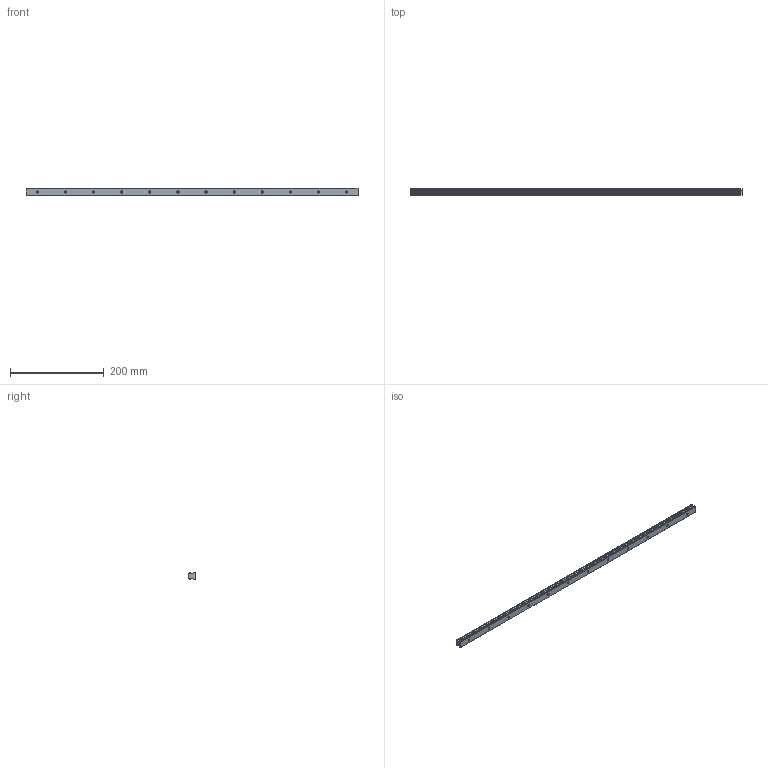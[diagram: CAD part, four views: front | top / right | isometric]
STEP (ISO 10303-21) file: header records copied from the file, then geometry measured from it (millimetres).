
FILE_DESCRIPTION (( 'STEP AP214' ), '1' );
FILE_NAME ('SHS15 710L G25.STEP', '2021-05-25T10:04:23', ( '' ), ( '' ), 'SwSTEP 2.0', 'SolidWorks 2021', '' );
FILE_SCHEMA (( 'AUTOMOTIVE_DESIGN' ));
Length unit declared in the file: millimetre
Products named in the file (2): SHS15 710L G25; _SHS15C71025 Track
Assembly tree (1 placements, depth 2):
  SHS15 710L G25
    _SHS15C71025 Track
Bounding box: 710 x 13 x 15 mm (x, y, z)
Volume: 114762.3 mm3; surface area: 42941.4 mm2
Topology: 1 solids, 1 shells, 105 faces, 273 edges, 182 vertices
Faces by surface type: cylinder 71, plane 34
Entity records: 3403 total; most frequent: DIRECTION 633, CARTESIAN_POINT 564, ORIENTED_EDGE 546, EDGE_CURVE 273, AXIS2_PLACEMENT_3D 251, VERTEX_POINT 182, CIRCLE 142, EDGE_LOOP 141
